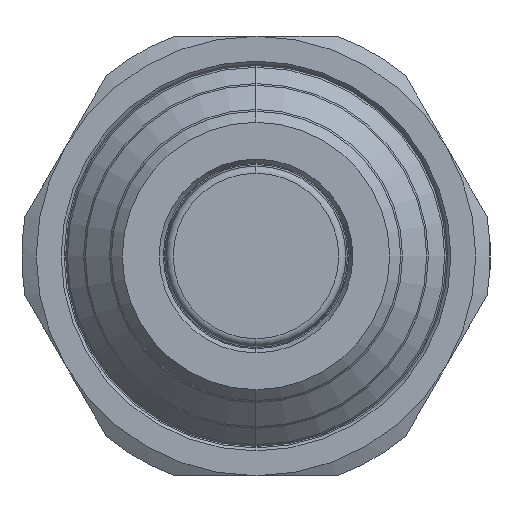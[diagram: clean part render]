
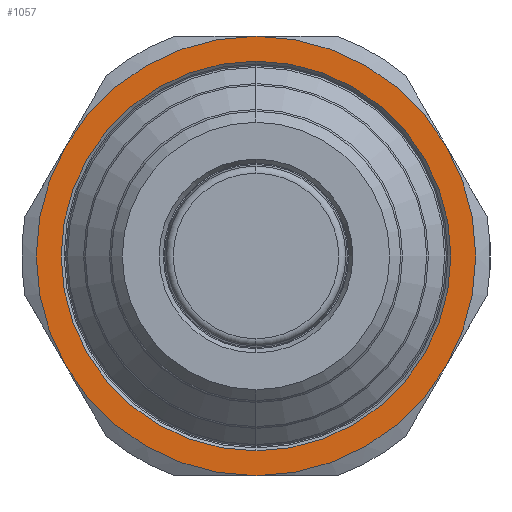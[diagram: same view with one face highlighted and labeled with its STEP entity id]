
A CAD part, left-side view. The second image highlights one B-rep face of the part: STEP entity #1057.
In plain terms, the highlighted planar face has unit normal (-1, 0, 0).
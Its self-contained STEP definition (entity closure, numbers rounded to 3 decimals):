
#1 = VERTEX_POINT ( 'NONE', #22 ) ;
#7 = CARTESIAN_POINT ( 'NONE',  ( 26., 0., -15. ) ) ;
#12 = VERTEX_POINT ( 'NONE', #103 ) ;
#22 = CARTESIAN_POINT ( 'NONE',  ( 26., -12.99, 7.5 ) ) ;
#39 = VERTEX_POINT ( 'NONE', #111 ) ;
#48 = CARTESIAN_POINT ( 'NONE',  ( 26., 0., -13.3 ) ) ;
#53 = VERTEX_POINT ( 'NONE', #48 ) ;
#57 = VERTEX_POINT ( 'NONE', #7 ) ;
#67 = CARTESIAN_POINT ( 'NONE',  ( 26., 0., 13.3 ) ) ;
#73 = VERTEX_POINT ( 'NONE', #67 ) ;
#76 = VERTEX_POINT ( 'NONE', #79 ) ;
#79 = CARTESIAN_POINT ( 'NONE',  ( 26., 12.99, 7.5 ) ) ;
#92 = VERTEX_POINT ( 'NONE', #110 ) ;
#103 = CARTESIAN_POINT ( 'NONE',  ( 26., 12.99, -7.5 ) ) ;
#110 = CARTESIAN_POINT ( 'NONE',  ( 26., -12.99, -7.5 ) ) ;
#111 = CARTESIAN_POINT ( 'NONE',  ( 26., 0., 15. ) ) ;
#193 = PLANE ( 'NONE',  #1294 ) ;
#194 = CARTESIAN_POINT ( 'NONE',  ( 26., -13.3, 0. ) ) ;
#195 = DIRECTION ( 'NONE',  ( -1., 0., 0. ) ) ;
#196 = DIRECTION ( 'NONE',  ( 0., 0., -1. ) ) ;
#615 = CARTESIAN_POINT ( 'NONE',  ( 26., 0., 0. ) ) ;
#616 = DIRECTION ( 'NONE',  ( -1., 0., 0. ) ) ;
#617 = DIRECTION ( 'NONE',  ( 0., 0., -1. ) ) ;
#755 = CARTESIAN_POINT ( 'NONE',  ( 26., 0., 0. ) ) ;
#756 = DIRECTION ( 'NONE',  ( -1., 0., 0. ) ) ;
#757 = DIRECTION ( 'NONE',  ( 0., 0., -1. ) ) ;
#758 = CARTESIAN_POINT ( 'NONE',  ( 26., 0., 0. ) ) ;
#759 = DIRECTION ( 'NONE',  ( -1., 0., 0. ) ) ;
#760 = DIRECTION ( 'NONE',  ( 0., 0., -1. ) ) ;
#761 = CARTESIAN_POINT ( 'NONE',  ( 26., 0., 0. ) ) ;
#762 = DIRECTION ( 'NONE',  ( -1., 0., 0. ) ) ;
#763 = DIRECTION ( 'NONE',  ( 0., 0., -1. ) ) ;
#764 = CARTESIAN_POINT ( 'NONE',  ( 26., 0., 0. ) ) ;
#765 = DIRECTION ( 'NONE',  ( -1., 0., 0. ) ) ;
#766 = DIRECTION ( 'NONE',  ( 0., 0., -1. ) ) ;
#767 = CARTESIAN_POINT ( 'NONE',  ( 26., 0., 0. ) ) ;
#768 = DIRECTION ( 'NONE',  ( -1., 0., 0. ) ) ;
#769 = DIRECTION ( 'NONE',  ( 0., 0., -1. ) ) ;
#770 = CARTESIAN_POINT ( 'NONE',  ( 26., 0., 0. ) ) ;
#771 = DIRECTION ( 'NONE',  ( -1., 0., 0. ) ) ;
#772 = DIRECTION ( 'NONE',  ( 0., 0., -1. ) ) ;
#773 = CARTESIAN_POINT ( 'NONE',  ( 26., 0., 0. ) ) ;
#774 = DIRECTION ( 'NONE',  ( -1., 0., 0. ) ) ;
#775 = DIRECTION ( 'NONE',  ( 0., 0., -1. ) ) ;
#1057 = ADVANCED_FACE ( 'NONE', ( #1658, #1659 ), #193, .T. ) ;
#1194 = EDGE_CURVE ( 'NONE', #73, #53, #1882, .T. ) ;
#1239 = EDGE_CURVE ( 'NONE', #12, #57, #1935, .T. ) ;
#1240 = EDGE_CURVE ( 'NONE', #76, #12, #1936, .T. ) ;
#1241 = EDGE_CURVE ( 'NONE', #39, #76, #1937, .T. ) ;
#1242 = EDGE_CURVE ( 'NONE', #1, #39, #1938, .T. ) ;
#1243 = EDGE_CURVE ( 'NONE', #92, #1, #1939, .T. ) ;
#1244 = EDGE_CURVE ( 'NONE', #53, #73, #1940, .T. ) ;
#1245 = EDGE_CURVE ( 'NONE', #57, #92, #1941, .T. ) ;
#1294 = AXIS2_PLACEMENT_3D ( 'NONE', #194, #195, #196 ) ;
#1410 = AXIS2_PLACEMENT_3D ( 'NONE', #615, #616, #617 ) ;
#1426 = AXIS2_PLACEMENT_3D ( 'NONE', #755, #756, #757 ) ;
#1427 = AXIS2_PLACEMENT_3D ( 'NONE', #758, #759, #760 ) ;
#1428 = AXIS2_PLACEMENT_3D ( 'NONE', #761, #762, #763 ) ;
#1429 = AXIS2_PLACEMENT_3D ( 'NONE', #764, #765, #766 ) ;
#1430 = AXIS2_PLACEMENT_3D ( 'NONE', #767, #768, #769 ) ;
#1431 = AXIS2_PLACEMENT_3D ( 'NONE', #770, #771, #772 ) ;
#1432 = AXIS2_PLACEMENT_3D ( 'NONE', #773, #774, #775 ) ;
#1549 = ORIENTED_EDGE ( 'NONE', *, *, #1245, .T. ) ;
#1550 = ORIENTED_EDGE ( 'NONE', *, *, #1243, .T. ) ;
#1551 = ORIENTED_EDGE ( 'NONE', *, *, #1242, .T. ) ;
#1552 = ORIENTED_EDGE ( 'NONE', *, *, #1241, .T. ) ;
#1553 = ORIENTED_EDGE ( 'NONE', *, *, #1240, .T. ) ;
#1554 = ORIENTED_EDGE ( 'NONE', *, *, #1239, .T. ) ;
#1555 = ORIENTED_EDGE ( 'NONE', *, *, #1244, .F. ) ;
#1556 = ORIENTED_EDGE ( 'NONE', *, *, #1194, .F. ) ;
#1658 = FACE_OUTER_BOUND ( 'NONE', #2142, .T. ) ;
#1659 = FACE_BOUND ( 'NONE', #2166, .T. ) ;
#1882 = CIRCLE ( 'NONE', #1410, 13.3 ) ;
#1935 = CIRCLE ( 'NONE', #1426, 15. ) ;
#1936 = CIRCLE ( 'NONE', #1427, 15. ) ;
#1937 = CIRCLE ( 'NONE', #1428, 15. ) ;
#1938 = CIRCLE ( 'NONE', #1429, 15. ) ;
#1939 = CIRCLE ( 'NONE', #1430, 15. ) ;
#1940 = CIRCLE ( 'NONE', #1431, 13.3 ) ;
#1941 = CIRCLE ( 'NONE', #1432, 15. ) ;
#2142 = EDGE_LOOP ( 'NONE', ( #1549, #1550, #1551, #1552, #1553, #1554 ) ) ;
#2166 = EDGE_LOOP ( 'NONE', ( #1555, #1556 ) ) ;
